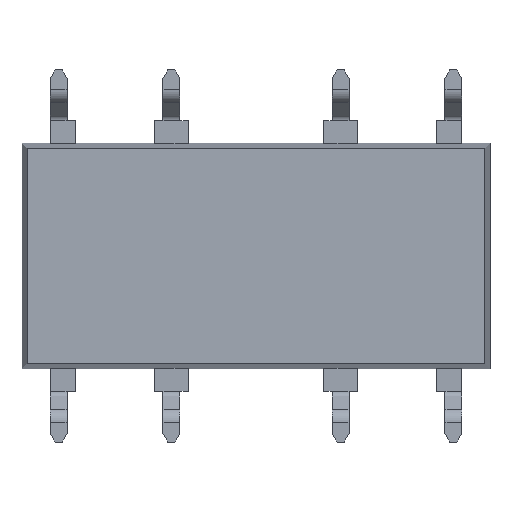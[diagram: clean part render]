
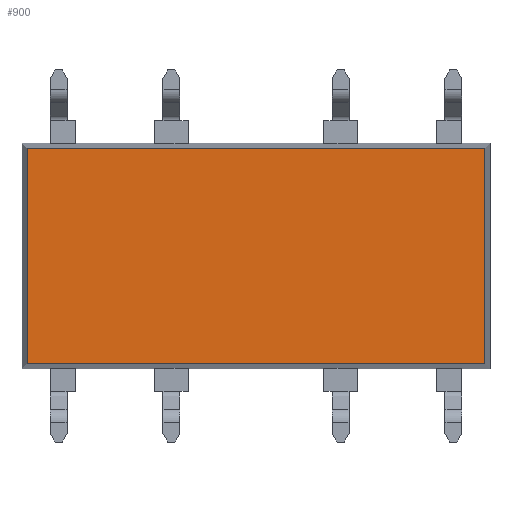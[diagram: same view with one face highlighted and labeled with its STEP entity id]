
A CAD part, front view. The second image highlights one B-rep face of the part: STEP entity #900.
In plain terms, the highlighted planar face has unit normal (0, -1, 0).
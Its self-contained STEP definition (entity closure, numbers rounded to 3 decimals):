
#58 = ORIENTED_EDGE ( 'NONE', *, *, #306, .F. ) ;
#306 = EDGE_CURVE ( 'NONE', #1036, #724, #2003, .T. ) ;
#340 = CARTESIAN_POINT ( 'NONE',  ( 10.305, -1.676, -4.844 ) ) ;
#510 = VERTEX_POINT ( 'NONE', #4842 ) ;
#514 = EDGE_LOOP ( 'NONE', ( #58, #3185, #760, #3299 ) ) ;
#724 = VERTEX_POINT ( 'NONE', #1361 ) ;
#732 = DIRECTION ( 'NONE',  ( 0., 0., 1. ) ) ;
#760 = ORIENTED_EDGE ( 'NONE', *, *, #1449, .F. ) ;
#845 = DIRECTION ( 'NONE',  ( 0., 0., -1. ) ) ;
#900 = ADVANCED_FACE ( 'NONE', ( #1533 ), #3189, .F. ) ;
#925 = CARTESIAN_POINT ( 'NONE',  ( 10.305, -1.676, 0. ) ) ;
#954 = DIRECTION ( 'NONE',  ( -1., 0., 0. ) ) ;
#1036 = VERTEX_POINT ( 'NONE', #340 ) ;
#1186 = EDGE_CURVE ( 'NONE', #724, #2843, #5073, .T. ) ;
#1361 = CARTESIAN_POINT ( 'NONE',  ( -10.305, -1.676, -4.844 ) ) ;
#1449 = EDGE_CURVE ( 'NONE', #2843, #510, #4011, .T. ) ;
#1533 = FACE_OUTER_BOUND ( 'NONE', #514, .T. ) ;
#1539 = CARTESIAN_POINT ( 'NONE',  ( -10.305, -1.676, 4.844 ) ) ;
#1577 = DIRECTION ( 'NONE',  ( 1., 0., 0. ) ) ;
#1583 = CARTESIAN_POINT ( 'NONE',  ( 0., -1.676, 0. ) ) ;
#1664 = VECTOR ( 'NONE', #3884, 1000. ) ;
#2003 = LINE ( 'NONE', #3652, #2749 ) ;
#2019 = DIRECTION ( 'NONE',  ( 0., 1., 0. ) ) ;
#2749 = VECTOR ( 'NONE', #954, 1000. ) ;
#2843 = VERTEX_POINT ( 'NONE', #1539 ) ;
#2848 = VECTOR ( 'NONE', #1577, 1000. ) ;
#2961 = EDGE_CURVE ( 'NONE', #510, #1036, #4600, .T. ) ;
#3185 = ORIENTED_EDGE ( 'NONE', *, *, #2961, .F. ) ;
#3189 = PLANE ( 'NONE',  #4845 ) ;
#3299 = ORIENTED_EDGE ( 'NONE', *, *, #1186, .F. ) ;
#3652 = CARTESIAN_POINT ( 'NONE',  ( 0., -1.676, -4.844 ) ) ;
#3884 = DIRECTION ( 'NONE',  ( 0., 0., 1. ) ) ;
#4011 = LINE ( 'NONE', #4066, #2848 ) ;
#4066 = CARTESIAN_POINT ( 'NONE',  ( 0., -1.676, 4.844 ) ) ;
#4600 = LINE ( 'NONE', #925, #5022 ) ;
#4732 = CARTESIAN_POINT ( 'NONE',  ( -10.305, -1.676, 0. ) ) ;
#4842 = CARTESIAN_POINT ( 'NONE',  ( 10.305, -1.676, 4.844 ) ) ;
#4845 = AXIS2_PLACEMENT_3D ( 'NONE', #1583, #2019, #732 ) ;
#5022 = VECTOR ( 'NONE', #845, 1000. ) ;
#5073 = LINE ( 'NONE', #4732, #1664 ) ;
